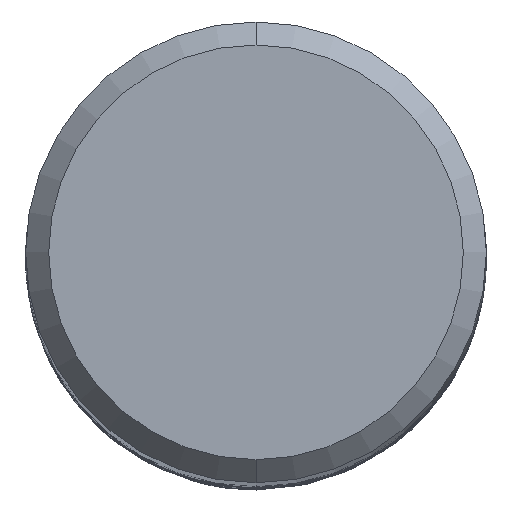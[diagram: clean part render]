
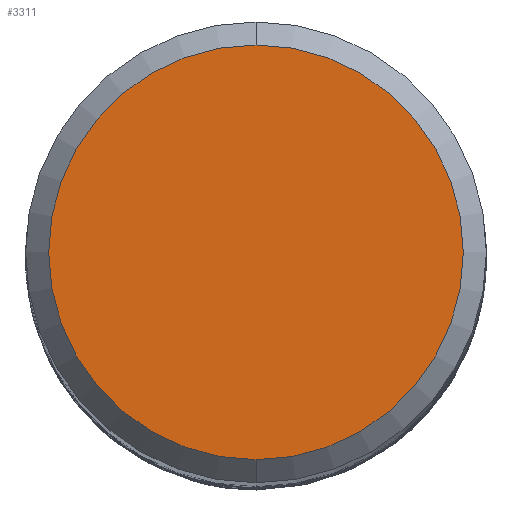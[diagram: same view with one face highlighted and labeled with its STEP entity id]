
A CAD part, top view. The second image highlights one B-rep face of the part: STEP entity #3311.
In plain terms, the highlighted planar face has unit normal (0, 0, 1).
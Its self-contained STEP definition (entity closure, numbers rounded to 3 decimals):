
#1437=VERTEX_POINT('',#3922);
#1955=EDGE_CURVE('',#1437,#2289,#4483,.T.);
#2289=VERTEX_POINT('',#4841);
#2401=EDGE_CURVE('',#2289,#1437,#4961,.T.);
#3311=ADVANCED_FACE('',(#5949),#5950,.T.);
#3922=CARTESIAN_POINT('',(0.0,3.6,0.0));
#4483=CIRCLE('',#14328,3.6);
#4841=CARTESIAN_POINT('',(0.,-3.6,0.0));
#4961=CIRCLE('',#18589,3.6);
#5949=FACE_OUTER_BOUND('',#30911,.T.);
#5950=PLANE('',#30912);
#14328=AXIS2_PLACEMENT_3D('',#35612,#35613,#35614);
#18589=AXIS2_PLACEMENT_3D('',#36033,#36034,#36035);
#30911=EDGE_LOOP('',(#37018,#37019));
#30912=AXIS2_PLACEMENT_3D('',#37020,#37021,#37022);
#35612=CARTESIAN_POINT('',(0.0,0.0,0.0));
#35613=DIRECTION('',(0.0,0.0,-1.0));
#35614=DIRECTION('',(0.0,1.0,0.0));
#36033=CARTESIAN_POINT('',(0.0,0.0,0.0));
#36034=DIRECTION('',(0.0,0.0,-1.0));
#36035=DIRECTION('',(0.0,1.0,0.0));
#37018=ORIENTED_EDGE('',*,*,#1955,.F.);
#37019=ORIENTED_EDGE('',*,*,#2401,.F.);
#37020=CARTESIAN_POINT('',(0.0,1.8,0.0));
#37021=DIRECTION('',(-0.0,0.0,1.0));
#37022=DIRECTION('',(0.0,-1.0,0.0));
